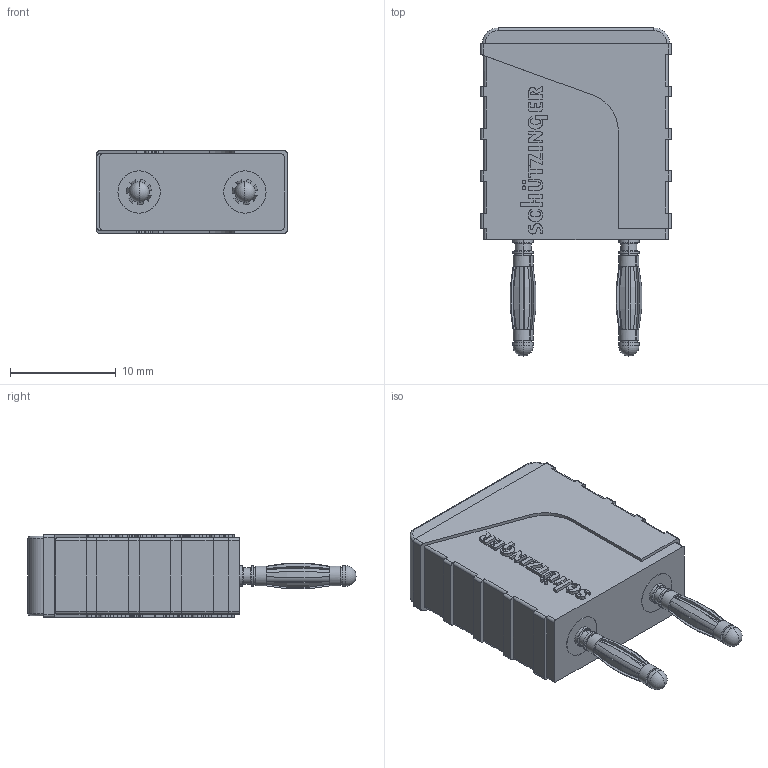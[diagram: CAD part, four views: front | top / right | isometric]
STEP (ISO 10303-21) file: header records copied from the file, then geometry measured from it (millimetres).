
FILE_DESCRIPTION((''),'2;1');
FILE_NAME('1818_KURZ_10_2_ASM','2017-06-08T',('stbe'),(''),'PRO/ENGINEER BY PARAMETRIC TECHNOLOGY CORPORATION, 2015110','PRO/ENGINEER BY PARAMETRIC TECHNOLOGY CORPORATION, 2015110','');
FILE_SCHEMA(('CONFIG_CONTROL_DESIGN'));
Length unit declared in the file: millimetre
Products named in the file (1): 1818_KURZ_10_2_ASM
Bounding box: 18 x 31 x 7.8 mm (x, y, z)
Surface area: 2816.2 mm2 (no closed solid volume)
Topology: 0 solids, 7 shells, 742 faces, 2019 edges, 1310 vertices
Faces by surface type: plane 343, extrusion 204, cylinder 133, bspline 28, torus 18, cone 12, sphere 4
Entity records: 31584 total; most frequent: CARTESIAN_POINT 8197, ORIENTED_EDGE 4014, DIRECTION 3163, EDGE_CURVE 2007, VECTOR 1325, VERTEX_POINT 1310, LINE 1121, AXIS2_PLACEMENT_3D 919
